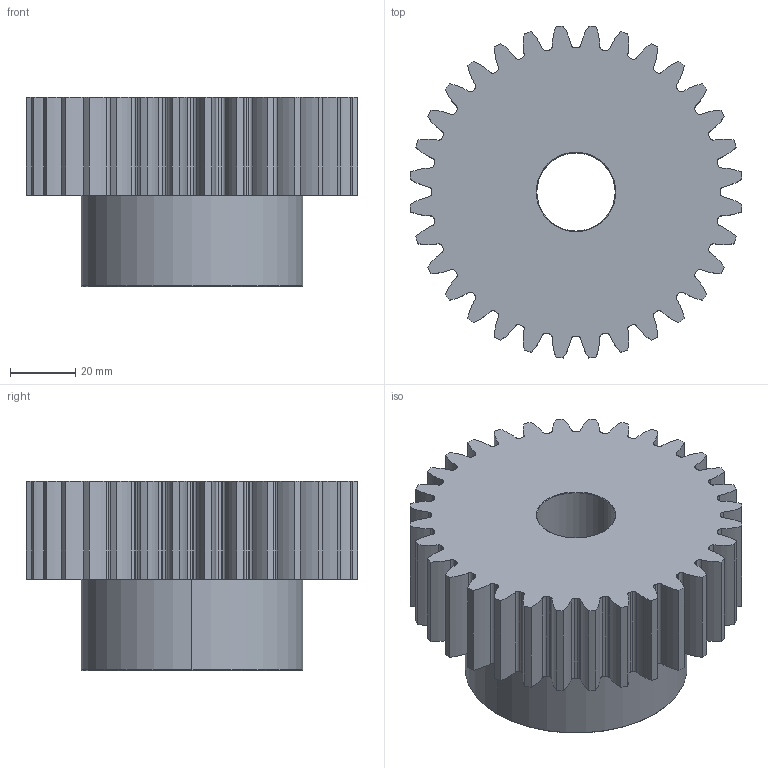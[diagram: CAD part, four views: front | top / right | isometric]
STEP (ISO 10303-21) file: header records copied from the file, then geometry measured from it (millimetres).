
FILE_DESCRIPTION(('STEP AP214'),'1');
FILE_NAME('117-030-032.stp','2017-10-10T11:46:24',('TraceParts'),('TraceParts S.A.'),'Spatial InterOp 3D',' ',' ');
FILE_SCHEMA(('automotive_design'));
Length unit declared in the file: millimetre
Products named in the file (1): 117-030-032
Bounding box: 101.7 x 101.7 x 58 mm (x, y, z)
Volume: 290531.5 mm3; surface area: 41530.5 mm2
Topology: 1 solids, 1 shells, 241 faces, 706 edges, 468 vertices
Faces by surface type: cylinder 230, cone 6, plane 3, torus 2
Entity records: 10243 total; most frequent: DIRECTION 1660, CARTESIAN_POINT 1416, ORIENTED_EDGE 1412, AXIS2_PLACEMENT_3D 712, EDGE_CURVE 706, CIRCLE 470, VERTEX_POINT 468, EDGE_LOOP 244
